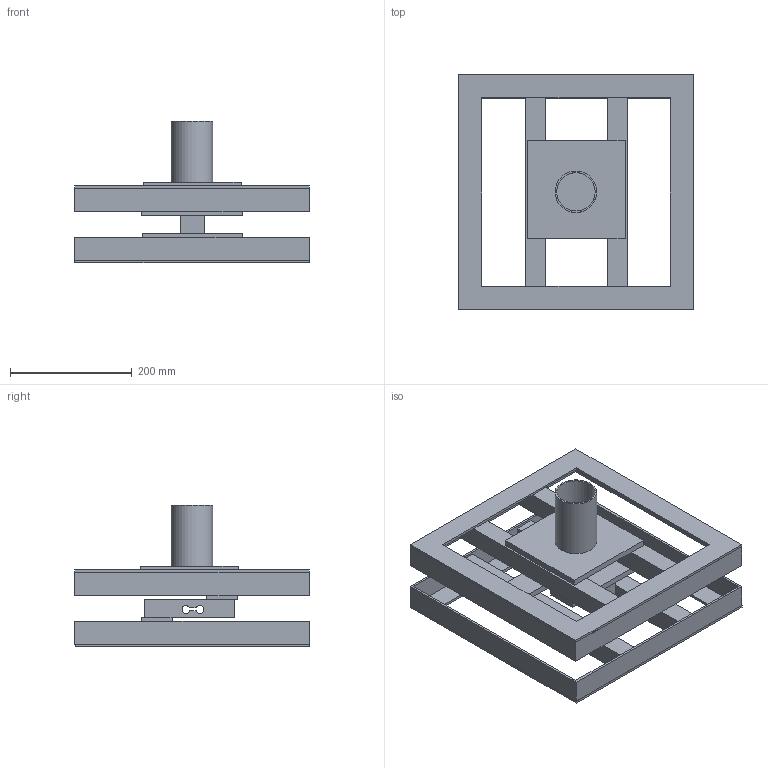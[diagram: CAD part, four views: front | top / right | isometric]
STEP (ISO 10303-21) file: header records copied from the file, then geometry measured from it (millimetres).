
FILE_DESCRIPTION(('FreeCAD Model'),'2;1');
FILE_NAME( 'static fire rig.step' ,'2021-08-04T15:34:49',('Author'),(''), 'Open CASCADE STEP processor 7.3','FreeCAD','Unknown');
FILE_SCHEMA(('AUTOMOTIVE_DESIGN { 1 0 10303 214 1 1 1 1 }'));
Length unit declared in the file: millimetre
Products named in the file (6): motorAdapter; basePlate; lowerMiddlePlate; loadCell; upperMiddlePlate; mountPlate
Bounding box: 385.31 x 385.12 x 232 mm (x, y, z)
Volume: 3159501 mm3; surface area: 812737.5 mm2
Topology: 6 solids, 6 shells, 96 faces, 250 edges, 160 vertices
Faces by surface type: plane 92, cylinder 4
Full cylindrical faces by diameter (mm): 62.951 x1, 68.2 x1
Entity records: 6265 total; most frequent: CARTESIAN_POINT 1031, DIRECTION 948, LINE 734, VECTOR 734, ORIENTED_EDGE 500, PCURVE 500, DEFINITIONAL_REPRESENTATION 500, EDGE_CURVE 250
